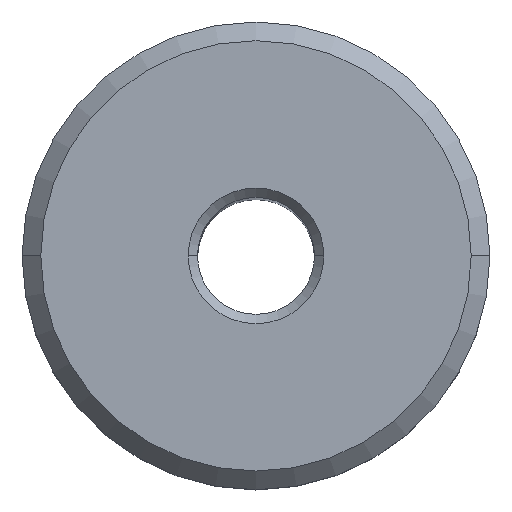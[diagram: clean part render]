
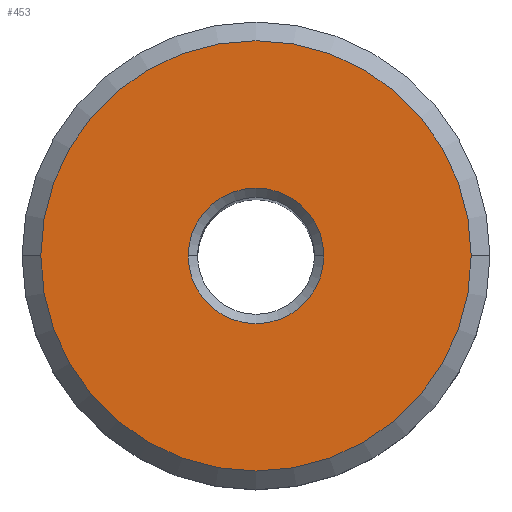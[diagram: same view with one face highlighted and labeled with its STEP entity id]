
A CAD part, top view. The second image highlights one B-rep face of the part: STEP entity #453.
In plain terms, the highlighted planar face has unit normal (0, 0, 1).
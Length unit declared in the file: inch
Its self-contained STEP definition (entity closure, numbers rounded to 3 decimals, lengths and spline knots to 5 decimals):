
#42 = EDGE_LOOP ( 'NONE', ( #552, #548 ) ) ;
#60 = CARTESIAN_POINT ( 'NONE',  ( 0.10875, 0., 0. ) ) ;
#135 = CIRCLE ( 'NONE', #384, 0.10875 ) ;
#144 = CARTESIAN_POINT ( 'NONE',  ( 0., 0., 0. ) ) ;
#154 = DIRECTION ( 'NONE',  ( 0., 0., -1. ) ) ;
#160 = VERTEX_POINT ( 'NONE', #929 ) ;
#184 = EDGE_LOOP ( 'NONE', ( #769, #1038 ) ) ;
#185 = CARTESIAN_POINT ( 'NONE',  ( -0.345, 0., 0. ) ) ;
#291 = VERTEX_POINT ( 'NONE', #185 ) ;
#304 = VERTEX_POINT ( 'NONE', #328 ) ;
#328 = CARTESIAN_POINT ( 'NONE',  ( 0.345, 0., 0. ) ) ;
#329 = DIRECTION ( 'NONE',  ( 0., 0., -1. ) ) ;
#373 = EDGE_CURVE ( 'NONE', #160, #496, #135, .T. ) ;
#384 = AXIS2_PLACEMENT_3D ( 'NONE', #1017, #154, #924 ) ;
#394 = DIRECTION ( 'NONE',  ( -1., 0., 0. ) ) ;
#429 = AXIS2_PLACEMENT_3D ( 'NONE', #549, #553, #472 ) ;
#453 = ADVANCED_FACE ( 'NONE', ( #469, #738 ), #565, .F. ) ;
#469 = FACE_OUTER_BOUND ( 'NONE', #42, .T. ) ;
#472 = DIRECTION ( 'NONE',  ( -1., 0., 0. ) ) ;
#496 = VERTEX_POINT ( 'NONE', #60 ) ;
#532 = EDGE_CURVE ( 'NONE', #304, #291, #722, .T. ) ;
#536 = AXIS2_PLACEMENT_3D ( 'NONE', #849, #329, #599 ) ;
#548 = ORIENTED_EDGE ( 'NONE', *, *, #532, .T. ) ;
#549 = CARTESIAN_POINT ( 'NONE',  ( 0., 0., 0. ) ) ;
#552 = ORIENTED_EDGE ( 'NONE', *, *, #891, .T. ) ;
#553 = DIRECTION ( 'NONE',  ( 0., 0., 1. ) ) ;
#558 = DIRECTION ( 'NONE',  ( 0., 0., -1. ) ) ;
#565 = PLANE ( 'NONE',  #871 ) ;
#599 = DIRECTION ( 'NONE',  ( -1., 0., 0. ) ) ;
#631 = DIRECTION ( 'NONE',  ( 0., 0., 1. ) ) ;
#643 = EDGE_CURVE ( 'NONE', #496, #160, #1026, .T. ) ;
#722 = CIRCLE ( 'NONE', #429, 0.345 ) ;
#738 = FACE_BOUND ( 'NONE', #184, .T. ) ;
#769 = ORIENTED_EDGE ( 'NONE', *, *, #643, .T. ) ;
#849 = CARTESIAN_POINT ( 'NONE',  ( 0., 0., 0. ) ) ;
#871 = AXIS2_PLACEMENT_3D ( 'NONE', #978, #558, #394 ) ;
#891 = EDGE_CURVE ( 'NONE', #291, #304, #1070, .T. ) ;
#924 = DIRECTION ( 'NONE',  ( -1., 0., 0. ) ) ;
#929 = CARTESIAN_POINT ( 'NONE',  ( -0.10875, 0., 0. ) ) ;
#978 = CARTESIAN_POINT ( 'NONE',  ( 0., 0.375, 0. ) ) ;
#981 = AXIS2_PLACEMENT_3D ( 'NONE', #144, #631, #1064 ) ;
#1017 = CARTESIAN_POINT ( 'NONE',  ( 0., 0., 0. ) ) ;
#1026 = CIRCLE ( 'NONE', #536, 0.10875 ) ;
#1038 = ORIENTED_EDGE ( 'NONE', *, *, #373, .T. ) ;
#1064 = DIRECTION ( 'NONE',  ( -1., 0., 0. ) ) ;
#1070 = CIRCLE ( 'NONE', #981, 0.345 ) ;
